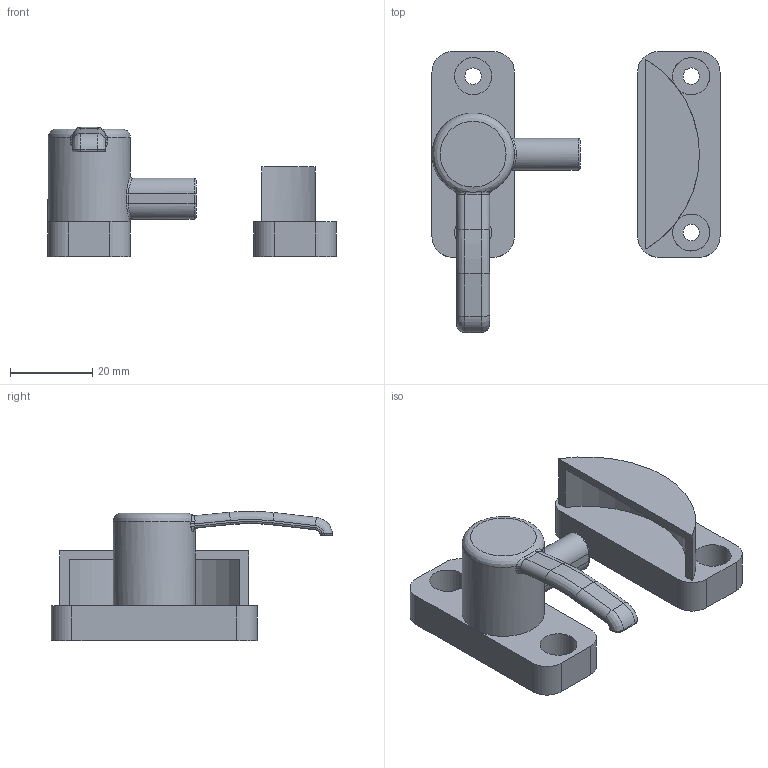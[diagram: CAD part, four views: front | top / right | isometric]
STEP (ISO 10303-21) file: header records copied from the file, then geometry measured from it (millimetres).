
FILE_DESCRIPTION(('STEP AP203'),'2;1');
FILE_NAME('30.106.00SX.stp','2011-09-08T18:03:25',(''),(''),'2009.3.110','THINKDESIGN','');
FILE_SCHEMA(('CONFIG_CONTROL_DESIGN'));
Length unit declared in the file: millimetre
Bounding box: 70 x 68.33 x 31.42 mm (x, y, z)
Volume: 25711.9 mm3; surface area: 12068 mm2
Topology: 3 solids, 3 shells, 103 faces, 253 edges, 157 vertices
Faces by surface type: cylinder 43, plane 33, bspline 27
Full cylindrical faces by diameter (mm): 4 x4, 9 x4, 20 x1
Entity records: 5182 total; most frequent: CARTESIAN_POINT 2681, DIRECTION 502, ORIENTED_EDGE 502, EDGE_CURVE 251, AXIS2_PLACEMENT_3D 203, VERTEX_POINT 157, CIRCLE 127, EDGE_LOOP 114
